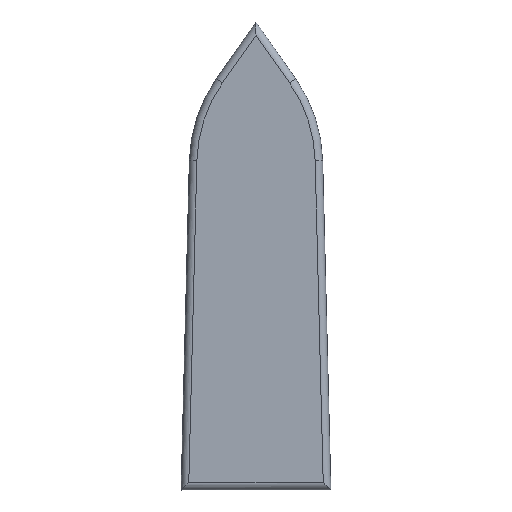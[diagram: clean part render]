
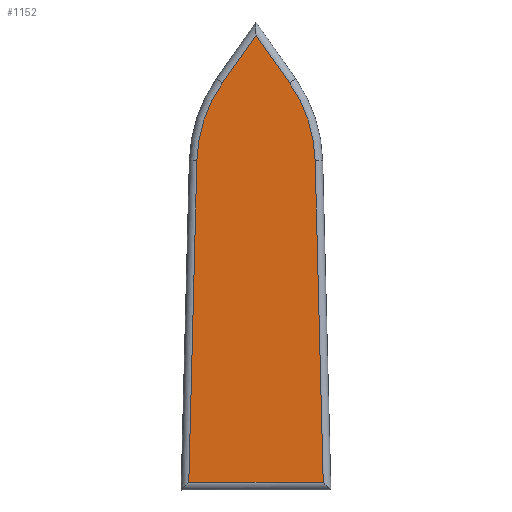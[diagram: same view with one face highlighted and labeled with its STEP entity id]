
A CAD part, top view. The second image highlights one B-rep face of the part: STEP entity #1152.
In plain terms, the highlighted planar face has unit normal (0, 0, 1).
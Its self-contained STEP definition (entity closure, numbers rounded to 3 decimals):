
#147 = AXIS2_PLACEMENT_3D ( 'NONE', #931, #2718, #2601 ) ;
#348 = CARTESIAN_POINT ( 'NONE',  ( -13.559, -56.381, 129. ) ) ;
#822 = CARTESIAN_POINT ( 'NONE',  ( -53.695, 28.562, 129. ) ) ;
#861 = DIRECTION ( 'NONE',  ( 0., 0., 1. ) ) ;
#931 = CARTESIAN_POINT ( 'NONE',  ( -31.509, -58.381, 129. ) ) ;
#1152 = ADVANCED_FACE ( 'NONE', ( #6606 ), #6135, .F. ) ;
#1345 = CIRCLE ( 'NONE', #2295, 38. ) ;
#1349 = VERTEX_POINT ( 'NONE', #2150 ) ;
#1558 = DIRECTION ( 'NONE',  ( -0.025, -1., 0. ) ) ;
#1581 = VERTEX_POINT ( 'NONE', #5661 ) ;
#1596 = CIRCLE ( 'NONE', #2514, 38. ) ;
#1813 = ORIENTED_EDGE ( 'NONE', *, *, #3497, .T. ) ;
#1847 = EDGE_CURVE ( 'NONE', #1349, #2819, #4931, .T. ) ;
#1858 = VERTEX_POINT ( 'NONE', #3988 ) ;
#2011 = LINE ( 'NONE', #6525, #6906 ) ;
#2070 = ORIENTED_EDGE ( 'NONE', *, *, #3422, .T. ) ;
#2150 = CARTESIAN_POINT ( 'NONE',  ( -22.564, 50.353, 129. ) ) ;
#2295 = AXIS2_PLACEMENT_3D ( 'NONE', #822, #861, #3811 ) ;
#2297 = DIRECTION ( 'NONE',  ( 0., 0., 1. ) ) ;
#2358 = VERTEX_POINT ( 'NONE', #348 ) ;
#2390 = EDGE_CURVE ( 'NONE', #2690, #1858, #5484, .T. ) ;
#2494 = CARTESIAN_POINT ( 'NONE',  ( -88.595, -18.42, 129. ) ) ;
#2514 = AXIS2_PLACEMENT_3D ( 'NONE', #5709, #2297, #6162 ) ;
#2535 = LINE ( 'NONE', #2494, #4571 ) ;
#2601 = DIRECTION ( 'NONE',  ( -1., 0., 0. ) ) ;
#2690 = VERTEX_POINT ( 'NONE', #4269 ) ;
#2718 = DIRECTION ( 'NONE',  ( 0., 0., -1. ) ) ;
#2768 = VERTEX_POINT ( 'NONE', #3874 ) ;
#2819 = VERTEX_POINT ( 'NONE', #3421 ) ;
#2982 = DIRECTION ( 'NONE',  ( -0.573, -0.819, 0. ) ) ;
#3033 = EDGE_LOOP ( 'NONE', ( #7279, #3292, #3917, #5772, #7269, #1813, #2070 ) ) ;
#3080 = EDGE_CURVE ( 'NONE', #2819, #2768, #2535, .T. ) ;
#3094 = DIRECTION ( 'NONE',  ( -0.025, 1., 0. ) ) ;
#3292 = ORIENTED_EDGE ( 'NONE', *, *, #1847, .T. ) ;
#3421 = CARTESIAN_POINT ( 'NONE',  ( -31.509, 63.132, 129. ) ) ;
#3422 = EDGE_CURVE ( 'NONE', #2358, #1581, #4744, .T. ) ;
#3497 = EDGE_CURVE ( 'NONE', #1858, #2358, #2011, .T. ) ;
#3811 = DIRECTION ( 'NONE',  ( -1., 0., 0. ) ) ;
#3874 = CARTESIAN_POINT ( 'NONE',  ( -40.453, 50.353, 129. ) ) ;
#3917 = ORIENTED_EDGE ( 'NONE', *, *, #3080, .T. ) ;
#3980 = VECTOR ( 'NONE', #3094, 1000. ) ;
#3988 = CARTESIAN_POINT ( 'NONE',  ( -49.458, -56.381, 129. ) ) ;
#4269 = CARTESIAN_POINT ( 'NONE',  ( -47.311, 29.512, 129. ) ) ;
#4571 = VECTOR ( 'NONE', #2982, 1000. ) ;
#4744 = LINE ( 'NONE', #5873, #3980 ) ;
#4931 = LINE ( 'NONE', #7146, #5377 ) ;
#5093 = EDGE_CURVE ( 'NONE', #2768, #2690, #1596, .T. ) ;
#5143 = DIRECTION ( 'NONE',  ( -0.573, 0.819, 0. ) ) ;
#5377 = VECTOR ( 'NONE', #5143, 1000. ) ;
#5484 = LINE ( 'NONE', #7157, #6545 ) ;
#5661 = CARTESIAN_POINT ( 'NONE',  ( -15.707, 29.512, 129. ) ) ;
#5709 = CARTESIAN_POINT ( 'NONE',  ( -9.323, 28.562, 129. ) ) ;
#5772 = ORIENTED_EDGE ( 'NONE', *, *, #5093, .T. ) ;
#5873 = CARTESIAN_POINT ( 'NONE',  ( -13.52, -57.931, 129. ) ) ;
#5992 = DIRECTION ( 'NONE',  ( 1., 0., 0. ) ) ;
#6009 = EDGE_CURVE ( 'NONE', #1581, #1349, #1345, .T. ) ;
#6135 = PLANE ( 'NONE',  #147 ) ;
#6162 = DIRECTION ( 'NONE',  ( -1., 0., 0. ) ) ;
#6525 = CARTESIAN_POINT ( 'NONE',  ( -31.509, -56.381, 129. ) ) ;
#6545 = VECTOR ( 'NONE', #1558, 1000. ) ;
#6606 = FACE_OUTER_BOUND ( 'NONE', #3033, .T. ) ;
#6906 = VECTOR ( 'NONE', #5992, 1000. ) ;
#7146 = CARTESIAN_POINT ( 'NONE',  ( 25.578, -18.42, 129. ) ) ;
#7157 = CARTESIAN_POINT ( 'NONE',  ( -49.497, -57.931, 129. ) ) ;
#7269 = ORIENTED_EDGE ( 'NONE', *, *, #2390, .T. ) ;
#7279 = ORIENTED_EDGE ( 'NONE', *, *, #6009, .T. ) ;
